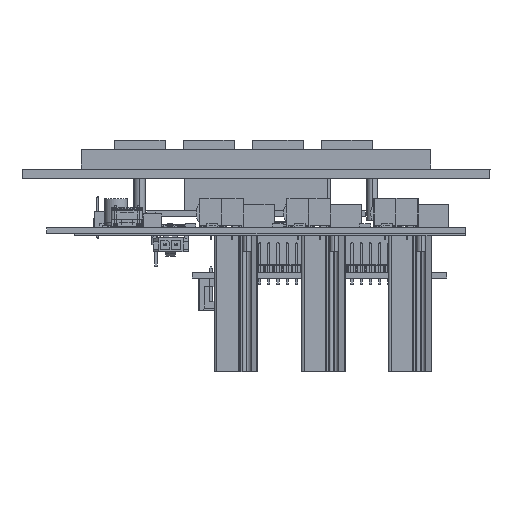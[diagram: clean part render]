
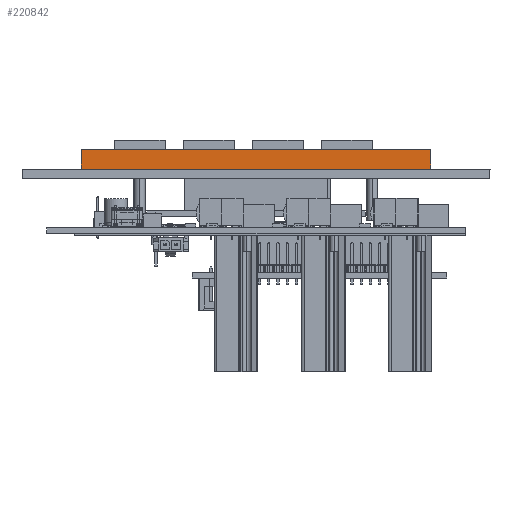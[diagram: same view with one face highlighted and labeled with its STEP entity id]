
A CAD part, left-side view. The second image highlights one B-rep face of the part: STEP entity #220842.
In plain terms, the highlighted planar face has unit normal (-1, 0, 0).
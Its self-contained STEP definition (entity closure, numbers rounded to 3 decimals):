
#220188 = EDGE_CURVE('',#220189,#220191,#220193,.T.);
#220189 = VERTEX_POINT('',#220190);
#220190 = CARTESIAN_POINT('',(0.,96.,0.));
#220191 = VERTEX_POINT('',#220192);
#220192 = CARTESIAN_POINT('',(0.,0.,0.));
#220193 = LINE('',#220194,#220195);
#220194 = CARTESIAN_POINT('',(0.,0.,0.));
#220195 = VECTOR('',#220196,1.);
#220196 = DIRECTION('',(0.,-1.,0.));
#220534 = EDGE_CURVE('',#220535,#220537,#220539,.T.);
#220535 = VERTEX_POINT('',#220536);
#220536 = CARTESIAN_POINT('',(0.,96.,5.4));
#220537 = VERTEX_POINT('',#220538);
#220538 = CARTESIAN_POINT('',(0.,0.,5.4));
#220539 = LINE('',#220540,#220541);
#220540 = CARTESIAN_POINT('',(0.,0.,5.4));
#220541 = VECTOR('',#220542,1.);
#220542 = DIRECTION('',(0.,-1.,0.));
#220842 = ADVANCED_FACE('',(#220843),#220859,.F.);
#220843 = FACE_BOUND('',#220844,.T.);
#220844 = EDGE_LOOP('',(#220845,#220846,#220852,#220853));
#220845 = ORIENTED_EDGE('',*,*,#220188,.T.);
#220846 = ORIENTED_EDGE('',*,*,#220847,.F.);
#220847 = EDGE_CURVE('',#220537,#220191,#220848,.T.);
#220848 = LINE('',#220849,#220850);
#220849 = CARTESIAN_POINT('',(0.,0.,5.4));
#220850 = VECTOR('',#220851,1.);
#220851 = DIRECTION('',(0.,0.,-1.));
#220852 = ORIENTED_EDGE('',*,*,#220534,.F.);
#220853 = ORIENTED_EDGE('',*,*,#220854,.T.);
#220854 = EDGE_CURVE('',#220535,#220189,#220855,.T.);
#220855 = LINE('',#220856,#220857);
#220856 = CARTESIAN_POINT('',(0.,96.,5.4));
#220857 = VECTOR('',#220858,1.);
#220858 = DIRECTION('',(0.,0.,-1.));
#220859 = PLANE('',#220860);
#220860 = AXIS2_PLACEMENT_3D('',#220861,#220862,#220863);
#220861 = CARTESIAN_POINT('',(0.,0.,5.4));
#220862 = DIRECTION('',(1.,0.,0.));
#220863 = DIRECTION('',(0.,0.,-1.));
